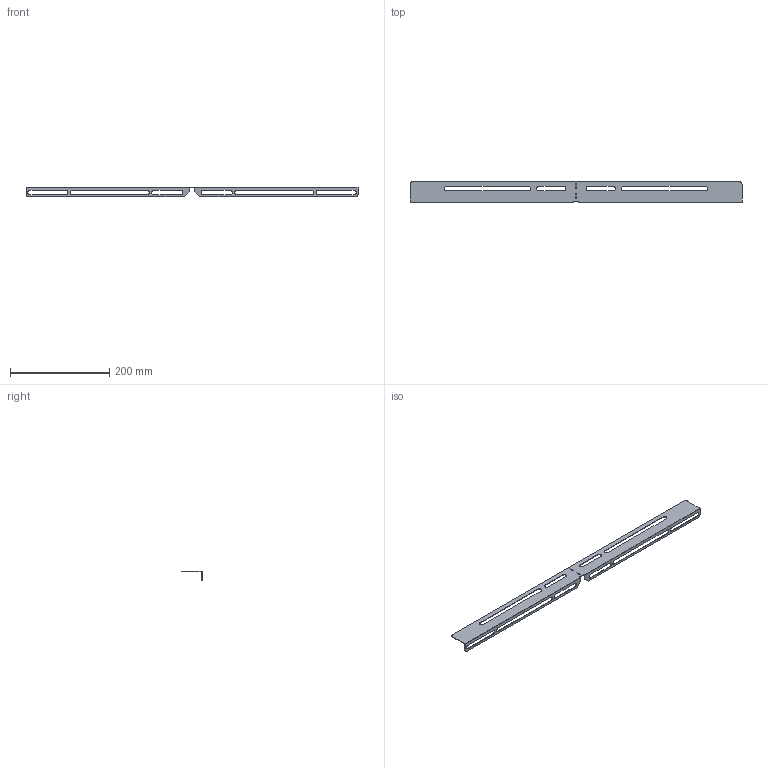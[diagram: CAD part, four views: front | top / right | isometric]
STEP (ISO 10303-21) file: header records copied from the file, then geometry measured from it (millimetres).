
FILE_DESCRIPTION (( 'STEP AP214' ), '1' );
FILE_NAME ('CLM40D-KSR-195.00.00-00 H55.STEP', '2021-03-08T09:44:19', ( '' ), ( '' ), 'SwSTEP 2.0', 'SolidWorks 2017', '' );
FILE_SCHEMA (( 'AUTOMOTIVE_DESIGN' ));
Length unit declared in the file: millimetre
Products named in the file (1): CLM40D-KSR-195.00.00-00 H55
Bounding box: 670 x 41 x 20 mm (x, y, z)
Volume: 36226 mm3; surface area: 64905.6 mm2
Topology: 1 solids, 1 shells, 78 faces, 228 edges, 152 vertices
Faces by surface type: plane 50, cylinder 28
Entity records: 2670 total; most frequent: CARTESIAN_POINT 459, ORIENTED_EDGE 456, DIRECTION 442, EDGE_CURVE 228, LINE 172, VECTOR 172, VERTEX_POINT 152, AXIS2_PLACEMENT_3D 135
